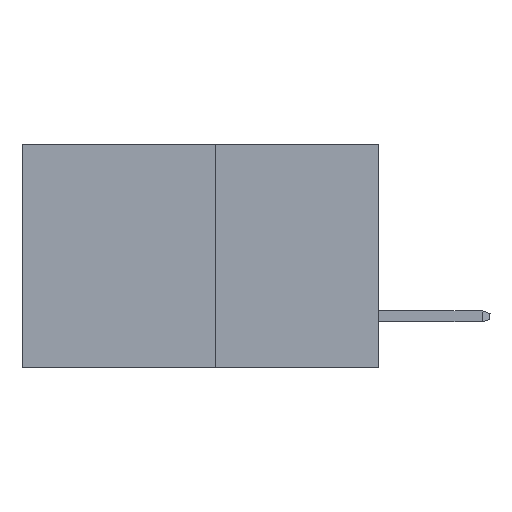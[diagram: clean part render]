
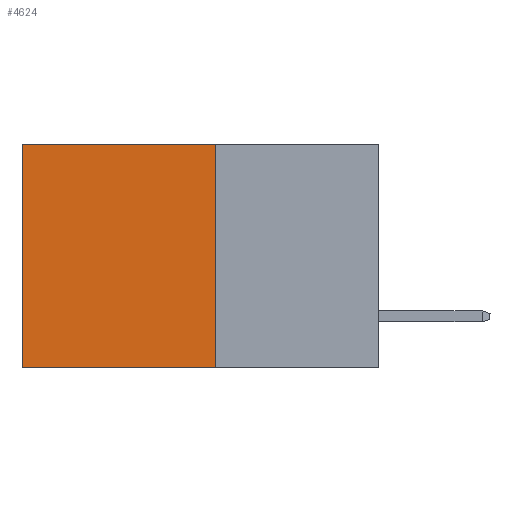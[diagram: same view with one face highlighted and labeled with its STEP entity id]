
A CAD part, left-side view. The second image highlights one B-rep face of the part: STEP entity #4624.
In plain terms, the highlighted planar face has unit normal (-1, 0, 0).
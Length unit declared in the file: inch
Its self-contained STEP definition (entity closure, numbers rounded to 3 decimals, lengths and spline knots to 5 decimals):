
#70 = EDGE_LOOP ( 'NONE', ( #10458, #6457, #3256, #5799 ) ) ;
#186 = LINE ( 'NONE', #5866, #8844 ) ;
#685 = LINE ( 'NONE', #10187, #2665 ) ;
#884 = LINE ( 'NONE', #2839, #9504 ) ;
#1079 = EDGE_CURVE ( 'NONE', #10091, #3179, #884, .T. ) ;
#1875 = CARTESIAN_POINT ( 'NONE',  ( 0.277, 0.59, -0.37 ) ) ;
#2665 = VECTOR ( 'NONE', #4492, 39.37008 ) ;
#2748 = EDGE_CURVE ( 'NONE', #7979, #3179, #186, .T. ) ;
#2839 = CARTESIAN_POINT ( 'NONE',  ( 0.277, 0.59, -0.37 ) ) ;
#3160 = CARTESIAN_POINT ( 'NONE',  ( 0.277, 0.27, -0.37 ) ) ;
#3179 = VERTEX_POINT ( 'NONE', #1875 ) ;
#3256 = ORIENTED_EDGE ( 'NONE', *, *, #4008, .F. ) ;
#3360 = DIRECTION ( 'NONE',  ( 0., 0., -1. ) ) ;
#4008 = EDGE_CURVE ( 'NONE', #10335, #7979, #7408, .T. ) ;
#4492 = DIRECTION ( 'NONE',  ( 0., 1., 0. ) ) ;
#4624 = ADVANCED_FACE ( 'NONE', ( #10152 ), #6064, .F. ) ;
#4670 = CARTESIAN_POINT ( 'NONE',  ( 0.277, 0.27, 0. ) ) ;
#5229 = VECTOR ( 'NONE', #9983, 39.37008 ) ;
#5799 = ORIENTED_EDGE ( 'NONE', *, *, #9599, .T. ) ;
#5816 = DIRECTION ( 'NONE',  ( 0., 1., 0. ) ) ;
#5866 = CARTESIAN_POINT ( 'NONE',  ( 0.277, 0.27, -0.37 ) ) ;
#5960 = DIRECTION ( 'NONE',  ( 0., 0., -1. ) ) ;
#5975 = DIRECTION ( 'NONE',  ( 1., 0., 0. ) ) ;
#5982 = CARTESIAN_POINT ( 'NONE',  ( 0.277, 0.59, 0. ) ) ;
#6030 = CARTESIAN_POINT ( 'NONE',  ( 0.277, 0.27, -0.37 ) ) ;
#6064 = PLANE ( 'NONE',  #10269 ) ;
#6457 = ORIENTED_EDGE ( 'NONE', *, *, #2748, .F. ) ;
#7408 = LINE ( 'NONE', #10093, #5229 ) ;
#7979 = VERTEX_POINT ( 'NONE', #3160 ) ;
#8844 = VECTOR ( 'NONE', #5816, 39.37008 ) ;
#9504 = VECTOR ( 'NONE', #3360, 39.37008 ) ;
#9599 = EDGE_CURVE ( 'NONE', #10335, #10091, #685, .T. ) ;
#9983 = DIRECTION ( 'NONE',  ( 0., 0., -1. ) ) ;
#10091 = VERTEX_POINT ( 'NONE', #5982 ) ;
#10093 = CARTESIAN_POINT ( 'NONE',  ( 0.277, 0.27, -0.37 ) ) ;
#10152 = FACE_OUTER_BOUND ( 'NONE', #70, .T. ) ;
#10187 = CARTESIAN_POINT ( 'NONE',  ( 0.277, 0.27, 0. ) ) ;
#10269 = AXIS2_PLACEMENT_3D ( 'NONE', #6030, #5975, #5960 ) ;
#10335 = VERTEX_POINT ( 'NONE', #4670 ) ;
#10458 = ORIENTED_EDGE ( 'NONE', *, *, #1079, .T. ) ;
